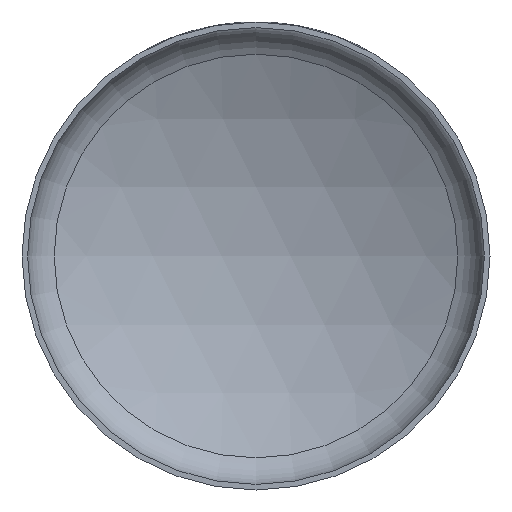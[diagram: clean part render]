
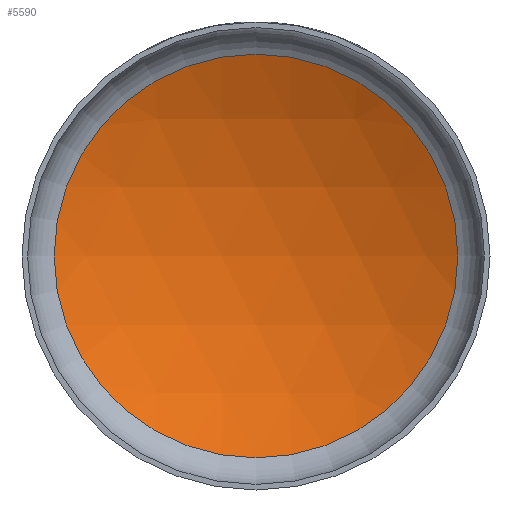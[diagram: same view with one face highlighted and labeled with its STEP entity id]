
A CAD part, front view. The second image highlights one B-rep face of the part: STEP entity #5590.
In plain terms, the highlighted spherical face has radius 168.3 mm.
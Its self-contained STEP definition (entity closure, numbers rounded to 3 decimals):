
#188 = AXIS2_PLACEMENT_3D ( 'NONE', #3212, #17357, #19412 ) ;
#2074 = EDGE_LOOP ( 'NONE', ( #24537 ) ) ;
#3212 = CARTESIAN_POINT ( 'NONE',  ( 0., 35.185, 0. ) ) ;
#3670 = CARTESIAN_POINT ( 'NONE',  ( 0., -116.662, 0. ) ) ;
#3757 = DIRECTION ( 'NONE',  ( 0., 0., 1. ) ) ;
#5590 = ADVANCED_FACE ( 'NONE', ( #18386 ), #9820, .F. ) ;
#8284 = VERTEX_POINT ( 'NONE', #23620 ) ;
#9211 = EDGE_CURVE ( 'NONE', #8284, #8284, #25325, .T. ) ;
#9820 = SPHERICAL_SURFACE ( 'NONE', #19334, 168.3 ) ;
#17357 = DIRECTION ( 'NONE',  ( 0., -1., 0. ) ) ;
#18386 = FACE_OUTER_BOUND ( 'NONE', #2074, .T. ) ;
#19334 = AXIS2_PLACEMENT_3D ( 'NONE', #3670, #3757, #19799 ) ;
#19412 = DIRECTION ( 'NONE',  ( 0., 0., -1. ) ) ;
#19799 = DIRECTION ( 'NONE',  ( 1., 0., 0. ) ) ;
#23620 = CARTESIAN_POINT ( 'NONE',  ( 0., 35.185, -72.578 ) ) ;
#24537 = ORIENTED_EDGE ( 'NONE', *, *, #9211, .T. ) ;
#25325 = CIRCLE ( 'NONE', #188, 72.578 ) ;
